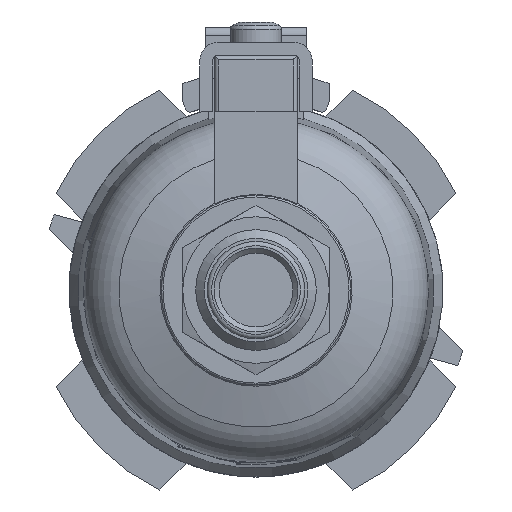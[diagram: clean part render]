
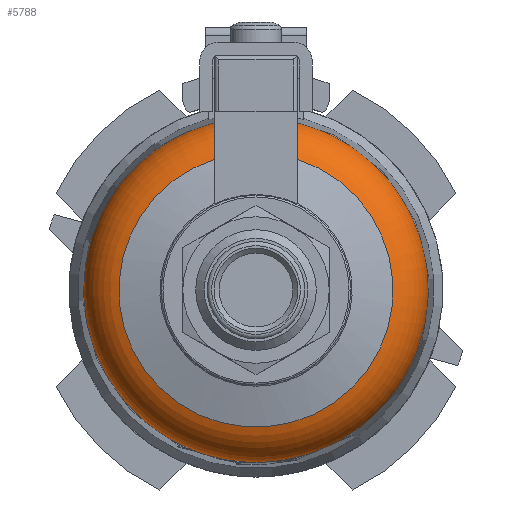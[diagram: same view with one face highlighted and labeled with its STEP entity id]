
A CAD part, front view. The second image highlights one B-rep face of the part: STEP entity #5788.
In plain terms, the highlighted toroidal (fillet/blend) face has major radius 13.996 mm and minor radius 6 mm.
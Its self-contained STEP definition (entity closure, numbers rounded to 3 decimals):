
#940=TOROIDAL_SURFACE('',#6091,13.996,6.);
#995=B_SPLINE_CURVE_WITH_KNOTS('',3,(#8098,#8099,#8100,#8101,#8102),
 .UNSPECIFIED.,.F.,.F.,(4,1,4),(0.02,0.024,0.028),
 .UNSPECIFIED.);
#996=B_SPLINE_CURVE_WITH_KNOTS('',3,(#8106,#8107,#8108,#8109,#8110),
 .UNSPECIFIED.,.F.,.F.,(4,1,4),(0.011,0.015,0.019),
 .UNSPECIFIED.);
#1104=ORIENTED_EDGE('',*,*,#2462,.T.);
#1105=ORIENTED_EDGE('',*,*,#2482,.T.);
#1106=ORIENTED_EDGE('',*,*,#2483,.F.);
#1107=ORIENTED_EDGE('',*,*,#2484,.T.);
#2462=EDGE_CURVE('',#3151,#3152,#3619,.T.);
#2482=EDGE_CURVE('',#3152,#3171,#995,.T.);
#2483=EDGE_CURVE('',#3172,#3171,#3623,.T.);
#2484=EDGE_CURVE('',#3172,#3151,#996,.T.);
#3151=VERTEX_POINT('',#7992);
#3152=VERTEX_POINT('',#7993);
#3171=VERTEX_POINT('',#8103);
#3172=VERTEX_POINT('',#8105);
#3619=CIRCLE('',#6087,19.996);
#3623=CIRCLE('',#6092,15.904);
#3843=EDGE_LOOP('',(#1104,#1105,#1106,#1107));
#4170=FACE_BOUND('',#3843,.T.);
#5788=ADVANCED_FACE('',(#4170),#940,.T.);
#6087=AXIS2_PLACEMENT_3D('',#7991,#6602,#6603);
#6091=AXIS2_PLACEMENT_3D('',#8097,#6610,#6611);
#6092=AXIS2_PLACEMENT_3D('',#8104,#6612,#6613);
#6602=DIRECTION('',(0.,-1.,0.));
#6603=DIRECTION('',(0.,0.,-1.));
#6610=DIRECTION('',(0.,-1.,0.));
#6611=DIRECTION('',(0.,0.,-1.));
#6612=DIRECTION('',(0.,-1.,0.));
#6613=DIRECTION('',(0.,0.,-1.));
#7991=CARTESIAN_POINT('',(0.,18.31,0.));
#7992=CARTESIAN_POINT('',(-4.8,18.31,19.411));
#7993=CARTESIAN_POINT('',(4.8,18.31,19.411));
#8097=CARTESIAN_POINT('',(0.,18.355,0.));
#8098=CARTESIAN_POINT('',(4.8,18.31,19.411));
#8099=CARTESIAN_POINT('',(4.8,17.054,19.401));
#8100=CARTESIAN_POINT('',(4.8,14.549,18.536));
#8101=CARTESIAN_POINT('',(4.8,13.049,16.356));
#8102=CARTESIAN_POINT('',(4.8,12.667,15.163));
#8103=CARTESIAN_POINT('',(4.8,12.667,15.163));
#8104=CARTESIAN_POINT('',(0.,12.667,0.));
#8105=CARTESIAN_POINT('',(-4.8,12.667,15.163));
#8106=CARTESIAN_POINT('',(-4.8,12.667,15.163));
#8107=CARTESIAN_POINT('',(-4.8,13.049,16.356));
#8108=CARTESIAN_POINT('',(-4.8,14.551,18.533));
#8109=CARTESIAN_POINT('',(-4.8,17.044,19.401));
#8110=CARTESIAN_POINT('',(-4.8,18.31,19.411));
